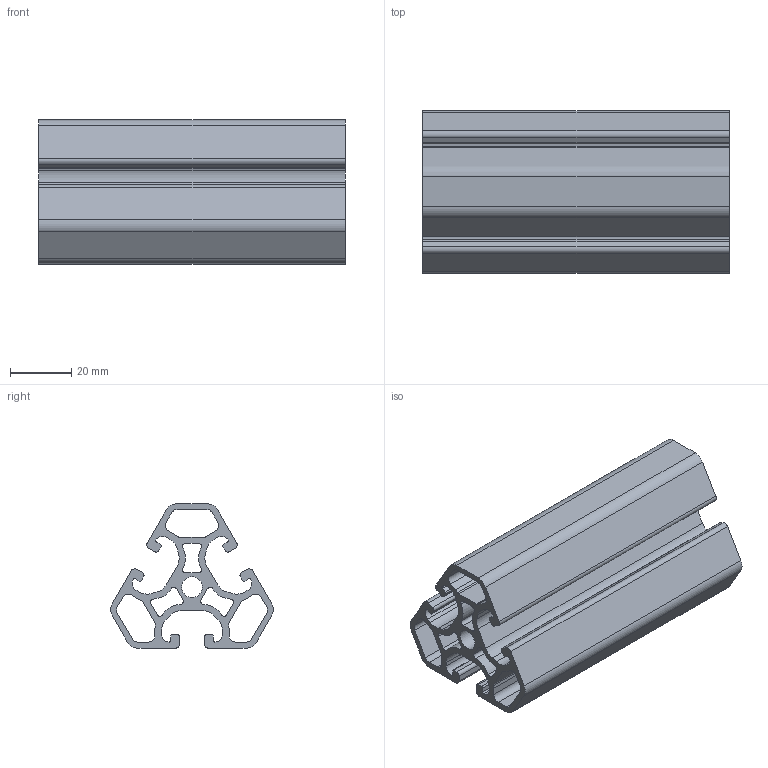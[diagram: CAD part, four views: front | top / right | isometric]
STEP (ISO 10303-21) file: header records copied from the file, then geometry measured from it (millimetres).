
FILE_DESCRIPTION(('STEP AP203'),'1');
FILE_NAME('BASE08E0285.stp','2023-10-02T12:22:03',(' '),(' '),'Spatial InterOp 3D',' ',' ');
FILE_SCHEMA(('CONFIG_CONTROL_DESIGN'));
Length unit declared in the file: millimetre
Products named in the file (1): Profilé 8 3x40-120° léger
Bounding box: 100 x 53.13 x 47.08 mm (x, y, z)
Volume: 65037.7 mm3; surface area: 56131.7 mm2
Topology: 1 solids, 1 shells, 159 faces, 472 edges, 315 vertices
Faces by surface type: cylinder 91, plane 68
Full cylindrical faces by diameter (mm): 6.78 x1
Entity records: 5532 total; most frequent: DIRECTION 972, CARTESIAN_POINT 944, ORIENTED_EDGE 940, EDGE_CURVE 470, AXIS2_PLACEMENT_3D 342, VERTEX_POINT 314, LINE 288, VECTOR 288
